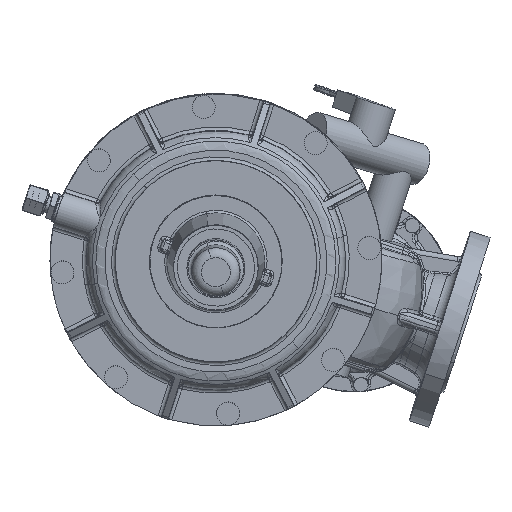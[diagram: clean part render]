
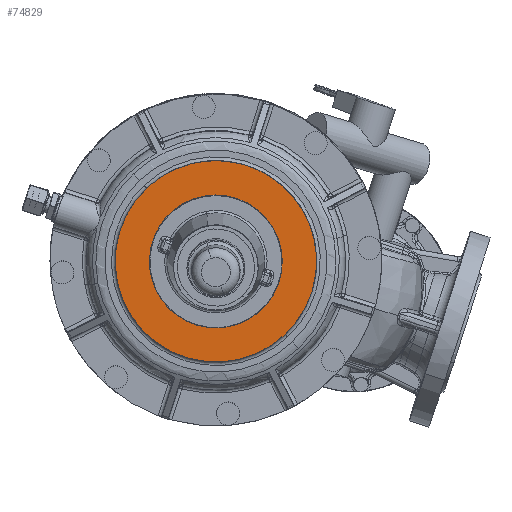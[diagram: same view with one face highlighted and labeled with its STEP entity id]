
A CAD part, top view. The second image highlights one B-rep face of the part: STEP entity #74829.
In plain terms, the highlighted face is planar.
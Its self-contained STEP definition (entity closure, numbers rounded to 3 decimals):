
#74765=DIRECTION('Axis2P3D Direction',(0.,0.,1.)) ;
#74766=DIRECTION('Axis2P3D XDirection',(1.,0.,0.)) ;
#74770=DIRECTION('Axis2P3D Direction',(0.,0.,1.)) ;
#74779=DIRECTION('Axis2P3D Direction',(0.,0.,1.)) ;
#74786=DIRECTION('Axis2P3D Direction',(0.,0.,1.)) ;
#74793=DIRECTION('Axis2P3D Direction',(0.,0.,1.)) ;
#74804=DIRECTION('Axis2P3D Direction',(0.,0.,1.)) ;
#74813=DIRECTION('Axis2P3D Direction',(0.,0.,1.)) ;
#74820=DIRECTION('Axis2P3D Direction',(0.,0.,1.)) ;
#74764=CARTESIAN_POINT('Axis2P3D Location',(83.5,0.,221.)) ;
#74769=CARTESIAN_POINT('Axis2P3D Location',(0.,0.,221.)) ;
#74773=CARTESIAN_POINT('Vertex',(-73.278,-40.032,221.)) ;
#74775=CARTESIAN_POINT('Vertex',(73.278,-40.032,221.)) ;
#74778=CARTESIAN_POINT('Axis2P3D Location',(0.,0.,221.)) ;
#74782=CARTESIAN_POINT('Vertex',(73.278,40.032,221.)) ;
#74785=CARTESIAN_POINT('Axis2P3D Location',(0.,0.,221.)) ;
#74789=CARTESIAN_POINT('Vertex',(-73.278,40.032,221.)) ;
#74792=CARTESIAN_POINT('Axis2P3D Location',(0.,0.,221.)) ;
#74803=CARTESIAN_POINT('Axis2P3D Location',(0.,0.,221.)) ;
#74807=CARTESIAN_POINT('Vertex',(26.129,-47.828,221.)) ;
#74809=CARTESIAN_POINT('Vertex',(-26.129,47.828,221.)) ;
#74812=CARTESIAN_POINT('Axis2P3D Location',(0.,0.,221.)) ;
#74816=CARTESIAN_POINT('Vertex',(20.212,-50.613,221.)) ;
#74819=CARTESIAN_POINT('Axis2P3D Location',(0.,0.,221.)) ;
#74767=AXIS2_PLACEMENT_3D('Plane Axis2P3D',#74764,#74765,#74766) ;
#74771=AXIS2_PLACEMENT_3D('Circle Axis2P3D',#74769,#74770,$) ;
#74780=AXIS2_PLACEMENT_3D('Circle Axis2P3D',#74778,#74779,$) ;
#74787=AXIS2_PLACEMENT_3D('Circle Axis2P3D',#74785,#74786,$) ;
#74794=AXIS2_PLACEMENT_3D('Circle Axis2P3D',#74792,#74793,$) ;
#74805=AXIS2_PLACEMENT_3D('Circle Axis2P3D',#74803,#74804,$) ;
#74814=AXIS2_PLACEMENT_3D('Circle Axis2P3D',#74812,#74813,$) ;
#74821=AXIS2_PLACEMENT_3D('Circle Axis2P3D',#74819,#74820,$) ;
#74828=FACE_BOUND('',#74824,.T.) ;
#74777=EDGE_CURVE('',#74774,#74776,#74772,.T.) ;
#74784=EDGE_CURVE('',#74776,#74783,#74781,.T.) ;
#74791=EDGE_CURVE('',#74783,#74790,#74788,.T.) ;
#74796=EDGE_CURVE('',#74790,#74774,#74795,.T.) ;
#74811=EDGE_CURVE('',#74808,#74810,#74806,.T.) ;
#74818=EDGE_CURVE('',#74817,#74808,#74815,.T.) ;
#74823=EDGE_CURVE('',#74810,#74817,#74822,.T.) ;
#74768=PLANE('Plane',#74767) ;
#74798=ORIENTED_EDGE('',*,*,#74777,.T.) ;
#74799=ORIENTED_EDGE('',*,*,#74784,.T.) ;
#74800=ORIENTED_EDGE('',*,*,#74791,.T.) ;
#74801=ORIENTED_EDGE('',*,*,#74796,.T.) ;
#74825=ORIENTED_EDGE('',*,*,#74811,.F.) ;
#74826=ORIENTED_EDGE('',*,*,#74818,.F.) ;
#74827=ORIENTED_EDGE('',*,*,#74823,.F.) ;
#74829=ADVANCED_FACE('Brep With Voids',(#74802,#74828),#74768,.T.) ;
#74772=CIRCLE('generated circle',#74771,83.5) ;
#74781=CIRCLE('generated circle',#74780,83.5) ;
#74788=CIRCLE('generated circle',#74787,83.5) ;
#74795=CIRCLE('generated circle',#74794,83.5) ;
#74806=CIRCLE('generated circle',#74805,54.5) ;
#74815=CIRCLE('generated circle',#74814,54.5) ;
#74822=CIRCLE('generated circle',#74821,54.5) ;
#74774=VERTEX_POINT('',#74773) ;
#74776=VERTEX_POINT('',#74775) ;
#74783=VERTEX_POINT('',#74782) ;
#74790=VERTEX_POINT('',#74789) ;
#74808=VERTEX_POINT('',#74807) ;
#74810=VERTEX_POINT('',#74809) ;
#74817=VERTEX_POINT('',#74816) ;
#74797=EDGE_LOOP('',(#74798,#74799,#74800,#74801)) ;
#74824=EDGE_LOOP('',(#74825,#74826,#74827)) ;
#74802=FACE_OUTER_BOUND('',#74797,.T.) ;
